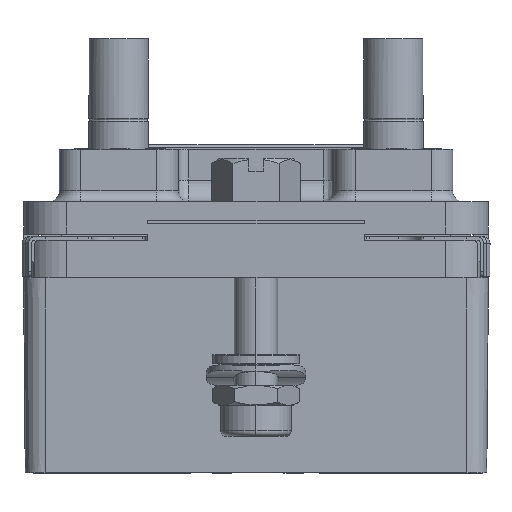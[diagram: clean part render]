
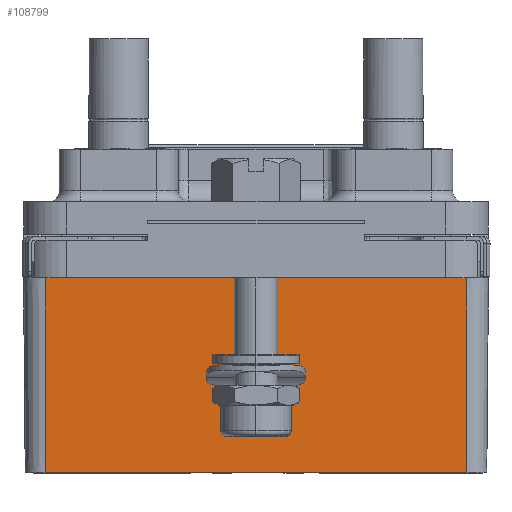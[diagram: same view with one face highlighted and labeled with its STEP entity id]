
A CAD part, left-side view. The second image highlights one B-rep face of the part: STEP entity #108799.
In plain terms, the highlighted planar face has unit normal (-1, 0, -0.009).
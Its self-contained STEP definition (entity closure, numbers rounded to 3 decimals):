
#3309=DIRECTION('',(0.,1.,0.));
#3310=VECTOR('',#3309,39.);
#3311=CARTESIAN_POINT('',(-19.5,-19.5,-4.05));
#3312=LINE('',#3311,#3310);
#13187=DIRECTION('',(0.,1.,0.));
#13188=VECTOR('',#13187,39.);
#13189=CARTESIAN_POINT('',(-19.343,-19.5,-22.05));
#13190=LINE('',#13189,#13188);
#16014=DIRECTION('',(0.009,0.,-1.));
#16015=VECTOR('',#16014,18.001);
#16016=CARTESIAN_POINT('',(-19.5,19.5,-4.05));
#16017=LINE('',#16016,#16015);
#16018=DIRECTION('',(0.009,0.,-1.));
#16019=VECTOR('',#16018,18.001);
#16020=CARTESIAN_POINT('',(-19.5,-19.5,-4.05));
#16021=LINE('',#16020,#16019);
#78482=CARTESIAN_POINT('',(-19.343,-19.5,-22.05));
#78483=CARTESIAN_POINT('',(-19.343,19.5,-22.05));
#78484=VERTEX_POINT('',#78482);
#78485=VERTEX_POINT('',#78483);
#78494=CARTESIAN_POINT('',(-19.5,-19.5,-4.05));
#78495=CARTESIAN_POINT('',(-19.5,19.5,-4.05));
#78496=VERTEX_POINT('',#78494);
#78497=VERTEX_POINT('',#78495);
#108787=CARTESIAN_POINT('',(-19.5,-19.5,-4.05));
#108788=DIRECTION('',(-1.,0.,-0.009));
#108789=DIRECTION('',(0.,1.,0.));
#108790=AXIS2_PLACEMENT_3D('',#108787,#108788,#108789);
#108791=PLANE('',#108790);
#108792=ORIENTED_EDGE('',*,*,#92576,.F.);
#108794=ORIENTED_EDGE('',*,*,#108793,.T.);
#108795=ORIENTED_EDGE('',*,*,#106046,.T.);
#108796=ORIENTED_EDGE('',*,*,#108781,.F.);
#108797=EDGE_LOOP('',(#108792,#108794,#108795,#108796));
#108798=FACE_OUTER_BOUND('',#108797,.F.);
#108799=ADVANCED_FACE('',(#108798),#108791,.T.);
#92576=EDGE_CURVE('',#78496,#78497,#3312,.T.);
#106046=EDGE_CURVE('',#78484,#78485,#13190,.T.);
#108781=EDGE_CURVE('',#78497,#78485,#16017,.T.);
#108793=EDGE_CURVE('',#78496,#78484,#16021,.T.);
